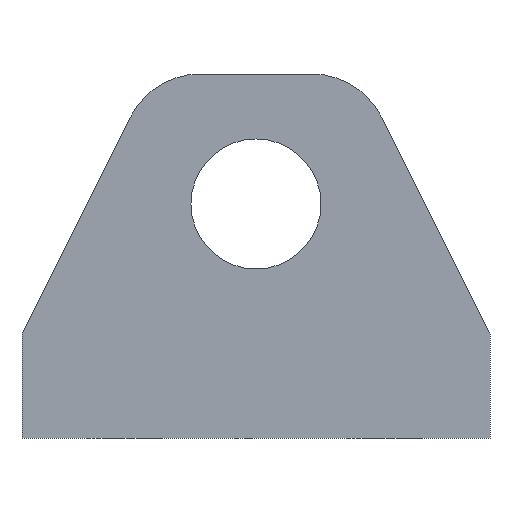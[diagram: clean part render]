
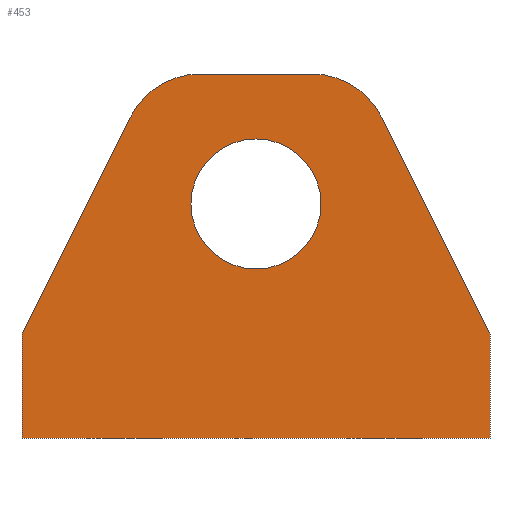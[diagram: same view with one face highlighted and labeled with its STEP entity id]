
A CAD part, left-side view. The second image highlights one B-rep face of the part: STEP entity #453.
In plain terms, the highlighted planar face has unit normal (-1, 0, 0).
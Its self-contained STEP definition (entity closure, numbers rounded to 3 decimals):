
#22=FACE_BOUND('',#85,.T.);
#33=PLANE('',#508);
#51=FACE_OUTER_BOUND('',#84,.T.);
#84=EDGE_LOOP('',(#368,#369,#370,#371,#372,#373,#374,#375));
#85=EDGE_LOOP('',(#376));
#113=LINE('',#700,#155);
#117=LINE('',#709,#159);
#120=LINE('',#713,#162);
#132=LINE('',#756,#174);
#133=LINE('',#759,#175);
#134=LINE('',#761,#176);
#155=VECTOR('',#561,4.);
#159=VECTOR('',#567,4.);
#162=VECTOR('',#572,18.);
#174=VECTOR('',#612,4.292);
#175=VECTOR('',#615,9.326);
#176=VECTOR('',#616,9.326);
#202=CIRCLE('',#509,3.);
#203=CIRCLE('',#510,3.);
#204=CIRCLE('',#511,2.5);
#217=VERTEX_POINT('',#692);
#220=VERTEX_POINT('',#698);
#223=VERTEX_POINT('',#706);
#224=VERTEX_POINT('',#708);
#240=VERTEX_POINT('',#754);
#241=VERTEX_POINT('',#755);
#242=VERTEX_POINT('',#757);
#243=VERTEX_POINT('',#760);
#244=VERTEX_POINT('',#763);
#263=EDGE_CURVE('',#217,#220,#113,.T.);
#267=EDGE_CURVE('',#223,#224,#117,.T.);
#270=EDGE_CURVE('',#217,#223,#120,.T.);
#291=EDGE_CURVE('',#240,#241,#132,.T.);
#292=EDGE_CURVE('',#240,#242,#202,.F.);
#293=EDGE_CURVE('',#224,#242,#133,.T.);
#294=EDGE_CURVE('',#243,#220,#134,.T.);
#295=EDGE_CURVE('',#243,#241,#203,.F.);
#296=EDGE_CURVE('',#244,#244,#204,.T.);
#368=ORIENTED_EDGE('',*,*,#291,.F.);
#369=ORIENTED_EDGE('',*,*,#292,.T.);
#370=ORIENTED_EDGE('',*,*,#293,.F.);
#371=ORIENTED_EDGE('',*,*,#267,.F.);
#372=ORIENTED_EDGE('',*,*,#270,.F.);
#373=ORIENTED_EDGE('',*,*,#263,.T.);
#374=ORIENTED_EDGE('',*,*,#294,.F.);
#375=ORIENTED_EDGE('',*,*,#295,.T.);
#376=ORIENTED_EDGE('',*,*,#296,.T.);
#453=ADVANCED_FACE('',(#51,#22),#33,.F.);
#508=AXIS2_PLACEMENT_3D('',#753,#610,#611);
#509=AXIS2_PLACEMENT_3D('',#758,#613,#614);
#510=AXIS2_PLACEMENT_3D('',#762,#617,#618);
#511=AXIS2_PLACEMENT_3D('',#764,#619,#620);
#561=DIRECTION('',(0.,0.,1.));
#567=DIRECTION('',(0.,0.,1.));
#572=DIRECTION('',(0.,1.,0.));
#610=DIRECTION('center_axis',(1.,0.,0.));
#611=DIRECTION('ref_axis',(0.,0.,-1.));
#612=DIRECTION('',(0.,-1.,0.));
#613=DIRECTION('center_axis',(1.,0.,0.));
#614=DIRECTION('ref_axis',(0.,1.,0.));
#615=DIRECTION('',(0.,-0.447,0.894));
#616=DIRECTION('',(0.,-0.447,-0.894));
#617=DIRECTION('center_axis',(1.,0.,0.));
#618=DIRECTION('ref_axis',(0.,1.,0.));
#619=DIRECTION('center_axis',(1.,0.,0.));
#620=DIRECTION('ref_axis',(0.,1.,0.));
#692=CARTESIAN_POINT('',(4.,0.,0.));
#698=CARTESIAN_POINT('',(4.,0.,4.));
#700=CARTESIAN_POINT('',(4.,0.,0.));
#706=CARTESIAN_POINT('',(4.,18.,0.));
#708=CARTESIAN_POINT('',(4.,18.,4.));
#709=CARTESIAN_POINT('',(4.,18.,0.));
#713=CARTESIAN_POINT('',(4.,0.,0.));
#753=CARTESIAN_POINT('Origin',(4.,0.,14.));
#754=CARTESIAN_POINT('',(4.,11.146,14.));
#755=CARTESIAN_POINT('',(4.,6.854,14.));
#756=CARTESIAN_POINT('',(4.,11.146,14.));
#757=CARTESIAN_POINT('',(4.,13.829,12.342));
#758=CARTESIAN_POINT('Origin',(4.,11.146,11.));
#759=CARTESIAN_POINT('',(4.,18.,4.));
#760=CARTESIAN_POINT('',(4.,4.171,12.342));
#761=CARTESIAN_POINT('',(4.,4.171,12.342));
#762=CARTESIAN_POINT('Origin',(4.,6.854,11.));
#763=CARTESIAN_POINT('',(4.,9.,11.5));
#764=CARTESIAN_POINT('Origin',(4.,9.,9.));
